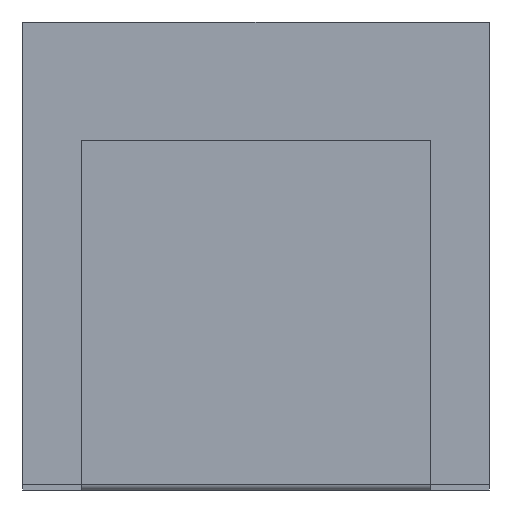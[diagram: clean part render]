
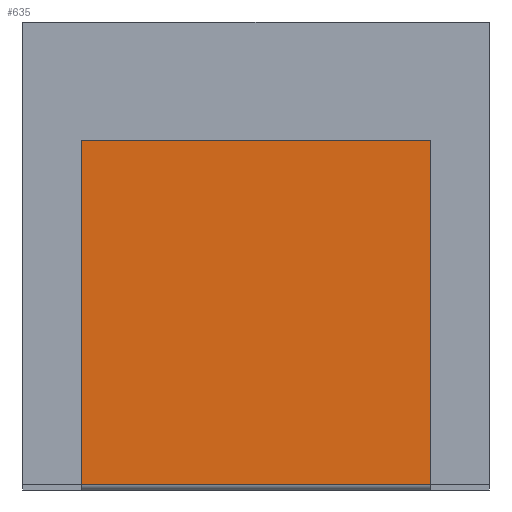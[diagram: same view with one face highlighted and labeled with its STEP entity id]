
A CAD part, left-side view. The second image highlights one B-rep face of the part: STEP entity #635.
In plain terms, the highlighted planar face has unit normal (-1, 0, 0).
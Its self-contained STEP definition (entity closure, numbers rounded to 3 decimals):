
#5 = EDGE_CURVE ( 'NONE', #1265, #1299, #1371, .T. ) ;
#9 = EDGE_CURVE ( 'NONE', #1299, #1282, #1383, .T. ) ;
#10 = EDGE_CURVE ( 'NONE', #1297, #1265, #1384, .T. ) ;
#13 = EDGE_CURVE ( 'NONE', #1282, #1297, #1389, .T. ) ;
#71 = AXIS2_PLACEMENT_3D ( 'NONE', #326, #327, #328 ) ;
#306 = PLANE ( 'NONE',  #71 ) ;
#326 = CARTESIAN_POINT ( 'NONE',  ( -1.62, 0., 0. ) ) ;
#327 = DIRECTION ( 'NONE',  ( -1., 0., 0. ) ) ;
#328 = DIRECTION ( 'NONE',  ( 0., 0., 1. ) ) ;
#590 = CARTESIAN_POINT ( 'NONE',  ( -1.62, -0.6, 1.2 ) ) ;
#635 = ADVANCED_FACE ( 'NONE', ( #1094 ), #306, .T. ) ;
#929 = CARTESIAN_POINT ( 'NONE',  ( -1.62, 0.6, 0.02 ) ) ;
#944 = CARTESIAN_POINT ( 'NONE',  ( -1.62, -0.6, 0.02 ) ) ;
#946 = CARTESIAN_POINT ( 'NONE',  ( -1.62, 0.6, 1.2 ) ) ;
#1094 = FACE_OUTER_BOUND ( 'NONE', #1346, .T. ) ;
#1132 = DIRECTION ( 'NONE',  ( 0., -1., 0. ) ) ;
#1265 = VERTEX_POINT ( 'NONE', #590 ) ;
#1282 = VERTEX_POINT ( 'NONE', #929 ) ;
#1297 = VERTEX_POINT ( 'NONE', #944 ) ;
#1299 = VERTEX_POINT ( 'NONE', #946 ) ;
#1346 = EDGE_LOOP ( 'NONE', ( #1548, #1555, #1554, #1551 ) ) ;
#1371 = LINE ( 'NONE', #1592, #1378 ) ;
#1378 = VECTOR ( 'NONE', #1579, 1000. ) ;
#1383 = LINE ( 'NONE', #1586, #1385 ) ;
#1384 = LINE ( 'NONE', #1469, #1387 ) ;
#1385 = VECTOR ( 'NONE', #1581, 1000. ) ;
#1387 = VECTOR ( 'NONE', #1471, 1000. ) ;
#1389 = LINE ( 'NONE', #1481, #1392 ) ;
#1392 = VECTOR ( 'NONE', #1132, 1000. ) ;
#1469 = CARTESIAN_POINT ( 'NONE',  ( -1.62, -0.6, 0. ) ) ;
#1471 = DIRECTION ( 'NONE',  ( 0., 0., 1. ) ) ;
#1481 = CARTESIAN_POINT ( 'NONE',  ( -1.62, -0.6, 0.02 ) ) ;
#1548 = ORIENTED_EDGE ( 'NONE', *, *, #9, .T. ) ;
#1551 = ORIENTED_EDGE ( 'NONE', *, *, #5, .T. ) ;
#1554 = ORIENTED_EDGE ( 'NONE', *, *, #10, .T. ) ;
#1555 = ORIENTED_EDGE ( 'NONE', *, *, #13, .T. ) ;
#1579 = DIRECTION ( 'NONE',  ( 0., 1., 0. ) ) ;
#1581 = DIRECTION ( 'NONE',  ( 0., 0., -1. ) ) ;
#1586 = CARTESIAN_POINT ( 'NONE',  ( -1.62, 0.6, 0. ) ) ;
#1592 = CARTESIAN_POINT ( 'NONE',  ( -1.62, 0.6, 1.2 ) ) ;
